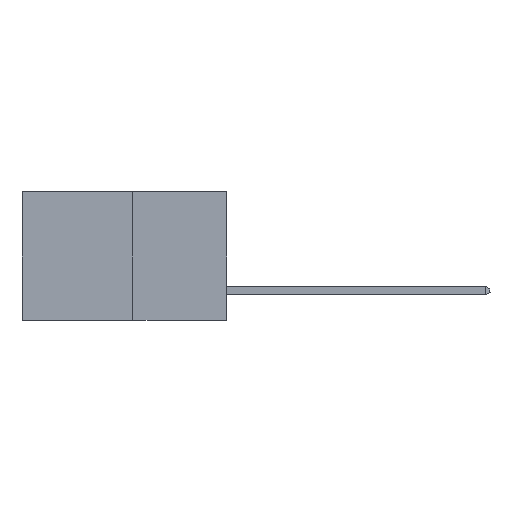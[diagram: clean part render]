
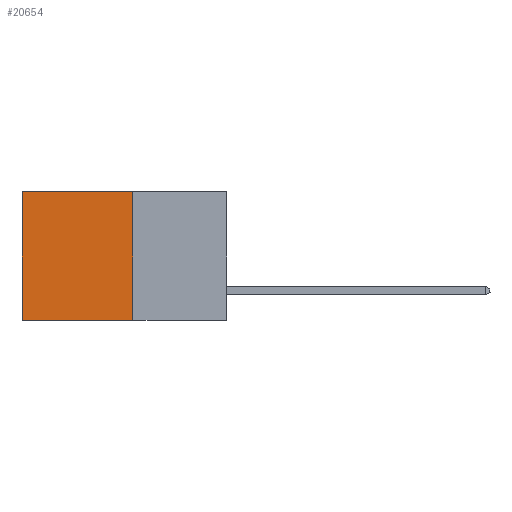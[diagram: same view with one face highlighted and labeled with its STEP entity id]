
A CAD part, left-side view. The second image highlights one B-rep face of the part: STEP entity #20654.
In plain terms, the highlighted planar face has unit normal (-1, 0, 0).
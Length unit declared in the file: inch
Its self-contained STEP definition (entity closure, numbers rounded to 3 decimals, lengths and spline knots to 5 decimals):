
#165 = ORIENTED_EDGE ( 'NONE', *, *, #3482, .F. ) ;
#2164 = CARTESIAN_POINT ( 'NONE',  ( 0.277, 0.27, 0. ) ) ;
#3072 = FACE_OUTER_BOUND ( 'NONE', #10041, .T. ) ;
#3482 = EDGE_CURVE ( 'NONE', #4081, #7560, #19745, .T. ) ;
#4081 = VERTEX_POINT ( 'NONE', #19541 ) ;
#4582 = DIRECTION ( 'NONE',  ( 0., 0., -1. ) ) ;
#4939 = LINE ( 'NONE', #2164, #17811 ) ;
#5210 = VECTOR ( 'NONE', #17048, 39.37008 ) ;
#5595 = CARTESIAN_POINT ( 'NONE',  ( 0.277, 0.27, -0.37 ) ) ;
#6039 = CARTESIAN_POINT ( 'NONE',  ( 0.277, 0.59, 0. ) ) ;
#7560 = VERTEX_POINT ( 'NONE', #12018 ) ;
#8520 = ORIENTED_EDGE ( 'NONE', *, *, #21442, .T. ) ;
#8582 = VERTEX_POINT ( 'NONE', #20628 ) ;
#8987 = DIRECTION ( 'NONE',  ( 0., 0., -1. ) ) ;
#10041 = EDGE_LOOP ( 'NONE', ( #14785, #165, #14961, #8520 ) ) ;
#10887 = VECTOR ( 'NONE', #15439, 39.37008 ) ;
#11097 = VERTEX_POINT ( 'NONE', #6039 ) ;
#12018 = CARTESIAN_POINT ( 'NONE',  ( 0.277, 0.59, -0.37 ) ) ;
#12259 = LINE ( 'NONE', #18013, #20044 ) ;
#12490 = EDGE_CURVE ( 'NONE', #11097, #7560, #18063, .T. ) ;
#14785 = ORIENTED_EDGE ( 'NONE', *, *, #12490, .T. ) ;
#14791 = EDGE_CURVE ( 'NONE', #8582, #4081, #12259, .T. ) ;
#14961 = ORIENTED_EDGE ( 'NONE', *, *, #14791, .F. ) ;
#15406 = CARTESIAN_POINT ( 'NONE',  ( 0.277, 0.59, -0.37 ) ) ;
#15439 = DIRECTION ( 'NONE',  ( 0., 1., 0. ) ) ;
#15682 = PLANE ( 'NONE',  #21315 ) ;
#17048 = DIRECTION ( 'NONE',  ( 0., 0., -1. ) ) ;
#17811 = VECTOR ( 'NONE', #18926, 39.37008 ) ;
#18013 = CARTESIAN_POINT ( 'NONE',  ( 0.277, 0.27, -0.37 ) ) ;
#18063 = LINE ( 'NONE', #15406, #5210 ) ;
#18926 = DIRECTION ( 'NONE',  ( 0., 1., 0. ) ) ;
#18948 = DIRECTION ( 'NONE',  ( 1., 0., 0. ) ) ;
#19198 = CARTESIAN_POINT ( 'NONE',  ( 0.277, 0.27, -0.37 ) ) ;
#19541 = CARTESIAN_POINT ( 'NONE',  ( 0.277, 0.27, -0.37 ) ) ;
#19745 = LINE ( 'NONE', #19198, #10887 ) ;
#20044 = VECTOR ( 'NONE', #4582, 39.37008 ) ;
#20628 = CARTESIAN_POINT ( 'NONE',  ( 0.277, 0.27, 0. ) ) ;
#20654 = ADVANCED_FACE ( 'NONE', ( #3072 ), #15682, .F. ) ;
#21315 = AXIS2_PLACEMENT_3D ( 'NONE', #5595, #18948, #8987 ) ;
#21442 = EDGE_CURVE ( 'NONE', #8582, #11097, #4939, .T. ) ;
